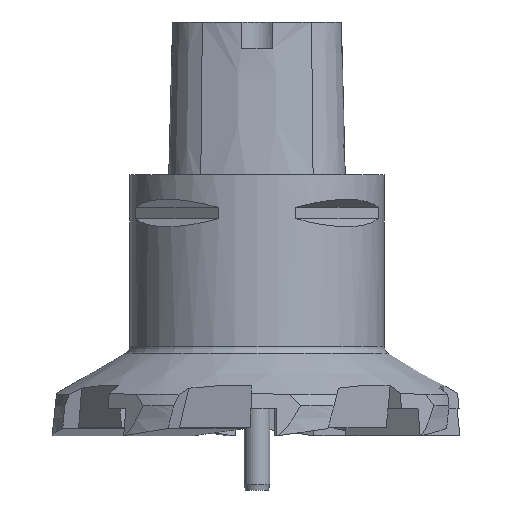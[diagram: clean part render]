
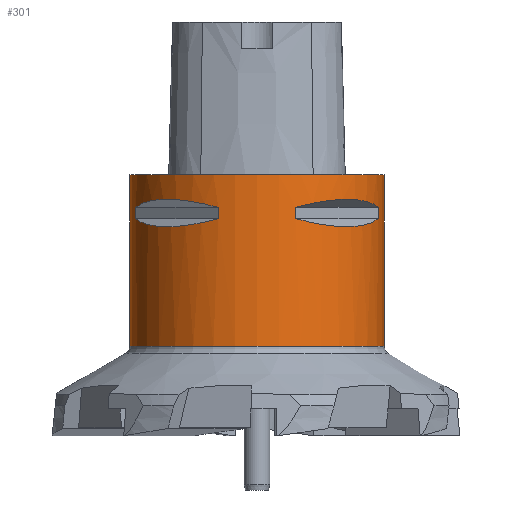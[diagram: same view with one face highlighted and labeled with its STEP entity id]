
A CAD part, front view. The second image highlights one B-rep face of the part: STEP entity #301.
In plain terms, the highlighted cylindrical face has radius 40 mm (diameter 80 mm), a full revolution.
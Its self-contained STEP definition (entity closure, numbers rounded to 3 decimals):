
#301=ADVANCED_FACE('',(#820,#821,#822,#823,#824,#825),#419,.T.);
#419=CYLINDRICAL_SURFACE('',#2300,40.);
#431=ELLIPSE('',#2291,46.188,40.);
#432=ELLIPSE('',#2292,46.188,40.);
#433=ELLIPSE('',#2293,46.188,40.);
#434=ELLIPSE('',#2294,46.188,40.);
#435=ELLIPSE('',#2296,46.188,40.);
#436=ELLIPSE('',#2297,46.188,40.);
#437=ELLIPSE('',#2298,46.188,40.);
#438=ELLIPSE('',#2299,46.188,40.);
#476=LINE('',#3152,#648);
#477=LINE('',#3157,#649);
#478=LINE('',#3160,#650);
#479=LINE('',#3165,#651);
#480=LINE('',#3170,#652);
#481=LINE('',#3175,#653);
#482=LINE('',#3178,#654);
#483=LINE('',#3183,#655);
#648=VECTOR('',#2529,1.);
#649=VECTOR('',#2532,1.);
#650=VECTOR('',#2535,1.);
#651=VECTOR('',#2538,1.);
#652=VECTOR('',#2543,1.);
#653=VECTOR('',#2546,1.);
#654=VECTOR('',#2549,1.);
#655=VECTOR('',#2552,1.);
#820=FACE_BOUND('',#840,.T.);
#821=FACE_BOUND('',#841,.T.);
#822=FACE_BOUND('',#842,.T.);
#823=FACE_BOUND('',#843,.T.);
#824=FACE_BOUND('',#844,.T.);
#825=FACE_BOUND('',#845,.T.);
#840=EDGE_LOOP('',(#970));
#841=EDGE_LOOP('',(#971,#972,#973,#974));
#842=EDGE_LOOP('',(#975,#976,#977,#978));
#843=EDGE_LOOP('',(#979));
#844=EDGE_LOOP('',(#980,#981,#982,#983));
#845=EDGE_LOOP('',(#984,#985,#986,#987));
#970=ORIENTED_EDGE('',*,*,#1823,.T.);
#971=ORIENTED_EDGE('',*,*,#1824,.T.);
#972=ORIENTED_EDGE('',*,*,#1825,.T.);
#973=ORIENTED_EDGE('',*,*,#1826,.T.);
#974=ORIENTED_EDGE('',*,*,#1827,.T.);
#975=ORIENTED_EDGE('',*,*,#1828,.T.);
#976=ORIENTED_EDGE('',*,*,#1829,.T.);
#977=ORIENTED_EDGE('',*,*,#1830,.T.);
#978=ORIENTED_EDGE('',*,*,#1831,.T.);
#979=ORIENTED_EDGE('',*,*,#1832,.T.);
#980=ORIENTED_EDGE('',*,*,#1833,.T.);
#981=ORIENTED_EDGE('',*,*,#1834,.T.);
#982=ORIENTED_EDGE('',*,*,#1835,.T.);
#983=ORIENTED_EDGE('',*,*,#1836,.T.);
#984=ORIENTED_EDGE('',*,*,#1837,.T.);
#985=ORIENTED_EDGE('',*,*,#1838,.T.);
#986=ORIENTED_EDGE('',*,*,#1839,.T.);
#987=ORIENTED_EDGE('',*,*,#1840,.T.);
#1608=VERTEX_POINT('',#3151);
#1609=VERTEX_POINT('',#3153);
#1610=VERTEX_POINT('',#3154);
#1611=VERTEX_POINT('',#3156);
#1612=VERTEX_POINT('',#3158);
#1613=VERTEX_POINT('',#3161);
#1614=VERTEX_POINT('',#3162);
#1615=VERTEX_POINT('',#3164);
#1616=VERTEX_POINT('',#3166);
#1617=VERTEX_POINT('',#3169);
#1618=VERTEX_POINT('',#3171);
#1619=VERTEX_POINT('',#3172);
#1620=VERTEX_POINT('',#3174);
#1621=VERTEX_POINT('',#3176);
#1622=VERTEX_POINT('',#3179);
#1623=VERTEX_POINT('',#3180);
#1624=VERTEX_POINT('',#3182);
#1625=VERTEX_POINT('',#3184);
#1823=EDGE_CURVE('',#1608,#1608,#2142,.T.);
#1824=EDGE_CURVE('',#1609,#1610,#476,.T.);
#1825=EDGE_CURVE('',#1610,#1611,#431,.T.);
#1826=EDGE_CURVE('',#1611,#1612,#477,.T.);
#1827=EDGE_CURVE('',#1612,#1609,#432,.T.);
#1828=EDGE_CURVE('',#1613,#1614,#478,.T.);
#1829=EDGE_CURVE('',#1614,#1615,#433,.T.);
#1830=EDGE_CURVE('',#1615,#1616,#479,.T.);
#1831=EDGE_CURVE('',#1616,#1613,#434,.T.);
#1832=EDGE_CURVE('',#1617,#1617,#2143,.T.);
#1833=EDGE_CURVE('',#1618,#1619,#480,.T.);
#1834=EDGE_CURVE('',#1619,#1620,#435,.T.);
#1835=EDGE_CURVE('',#1620,#1621,#481,.T.);
#1836=EDGE_CURVE('',#1621,#1618,#436,.T.);
#1837=EDGE_CURVE('',#1622,#1623,#482,.T.);
#1838=EDGE_CURVE('',#1623,#1624,#437,.T.);
#1839=EDGE_CURVE('',#1624,#1625,#483,.T.);
#1840=EDGE_CURVE('',#1625,#1622,#438,.T.);
#2142=CIRCLE('',#2290,40.);
#2143=CIRCLE('',#2295,40.);
#2290=AXIS2_PLACEMENT_3D('',#3150,#2527,#2528);
#2291=AXIS2_PLACEMENT_3D('',#3155,#2530,#2531);
#2292=AXIS2_PLACEMENT_3D('',#3159,#2533,#2534);
#2293=AXIS2_PLACEMENT_3D('',#3163,#2536,#2537);
#2294=AXIS2_PLACEMENT_3D('',#3167,#2539,#2540);
#2295=AXIS2_PLACEMENT_3D('',#3168,#2541,#2542);
#2296=AXIS2_PLACEMENT_3D('',#3173,#2544,#2545);
#2297=AXIS2_PLACEMENT_3D('',#3177,#2547,#2548);
#2298=AXIS2_PLACEMENT_3D('',#3181,#2550,#2551);
#2299=AXIS2_PLACEMENT_3D('',#3185,#2553,#2554);
#2300=AXIS2_PLACEMENT_3D('',#3186,#2555,#2556);
#2527=DIRECTION('',(0.,0.,1.));
#2528=DIRECTION('',(1.,0.,0.));
#2529=DIRECTION('',(0.,0.,1.));
#2530=DIRECTION('',(-0.354,-0.354,0.866));
#2531=DIRECTION('',(-0.612,-0.612,-0.5));
#2532=DIRECTION('',(0.,0.,-1.));
#2533=DIRECTION('',(-0.354,-0.354,-0.866));
#2534=DIRECTION('',(0.612,0.612,-0.5));
#2535=DIRECTION('',(0.,0.,1.));
#2536=DIRECTION('',(0.354,0.354,0.866));
#2537=DIRECTION('',(0.612,0.612,-0.5));
#2538=DIRECTION('',(0.,0.,-1.));
#2539=DIRECTION('',(0.354,0.354,-0.866));
#2540=DIRECTION('',(-0.612,-0.612,-0.5));
#2541=DIRECTION('',(0.,0.,-1.));
#2542=DIRECTION('',(-1.,0.,0.));
#2543=DIRECTION('',(0.,0.,1.));
#2544=DIRECTION('',(0.354,-0.354,0.866));
#2545=DIRECTION('',(0.612,-0.612,-0.5));
#2546=DIRECTION('',(0.,0.,-1.));
#2547=DIRECTION('',(0.354,-0.354,-0.866));
#2548=DIRECTION('',(-0.612,0.612,-0.5));
#2549=DIRECTION('',(0.,0.,1.));
#2550=DIRECTION('',(-0.354,0.354,0.866));
#2551=DIRECTION('',(-0.612,0.612,-0.5));
#2552=DIRECTION('',(0.,0.,-1.));
#2553=DIRECTION('',(-0.354,0.354,-0.866));
#2554=DIRECTION('',(0.612,-0.612,-0.5));
#2555=DIRECTION('',(0.,0.,1.));
#2556=DIRECTION('',(1.,0.,0.));
#3150=CARTESIAN_POINT('',(0.,0.,-53.924));
#3151=CARTESIAN_POINT('',(40.,0.,-53.924));
#3152=CARTESIAN_POINT('',(38.115,12.133,0.));
#3153=CARTESIAN_POINT('',(38.115,12.133,-13.75));
#3154=CARTESIAN_POINT('',(38.115,12.133,-10.25));
#3155=CARTESIAN_POINT('',(0.,0.,-30.764));
#3156=CARTESIAN_POINT('',(12.133,38.115,-10.25));
#3157=CARTESIAN_POINT('',(12.133,38.115,0.));
#3158=CARTESIAN_POINT('',(12.133,38.115,-13.75));
#3159=CARTESIAN_POINT('',(0.,0.,6.764));
#3160=CARTESIAN_POINT('',(-38.115,-12.133,0.));
#3161=CARTESIAN_POINT('',(-38.115,-12.133,-13.75));
#3162=CARTESIAN_POINT('',(-38.115,-12.133,-10.25));
#3163=CARTESIAN_POINT('',(0.,0.,-30.764));
#3164=CARTESIAN_POINT('',(-12.133,-38.115,-10.25));
#3165=CARTESIAN_POINT('',(-12.133,-38.115,0.));
#3166=CARTESIAN_POINT('',(-12.133,-38.115,-13.75));
#3167=CARTESIAN_POINT('',(0.,0.,6.764));
#3168=CARTESIAN_POINT('',(0.,0.,0.));
#3169=CARTESIAN_POINT('',(-40.,0.,0.));
#3170=CARTESIAN_POINT('',(-12.133,38.115,0.));
#3171=CARTESIAN_POINT('',(-12.133,38.115,-13.75));
#3172=CARTESIAN_POINT('',(-12.133,38.115,-10.25));
#3173=CARTESIAN_POINT('',(0.,0.,-30.764));
#3174=CARTESIAN_POINT('',(-38.115,12.133,-10.25));
#3175=CARTESIAN_POINT('',(-38.115,12.133,0.));
#3176=CARTESIAN_POINT('',(-38.115,12.133,-13.75));
#3177=CARTESIAN_POINT('',(0.,0.,6.764));
#3178=CARTESIAN_POINT('',(12.133,-38.115,0.));
#3179=CARTESIAN_POINT('',(12.133,-38.115,-13.75));
#3180=CARTESIAN_POINT('',(12.133,-38.115,-10.25));
#3181=CARTESIAN_POINT('',(0.,0.,-30.764));
#3182=CARTESIAN_POINT('',(38.115,-12.133,-10.25));
#3183=CARTESIAN_POINT('',(38.115,-12.133,0.));
#3184=CARTESIAN_POINT('',(38.115,-12.133,-13.75));
#3185=CARTESIAN_POINT('',(0.,0.,6.764));
#3186=CARTESIAN_POINT('',(0.,0.,26.));
